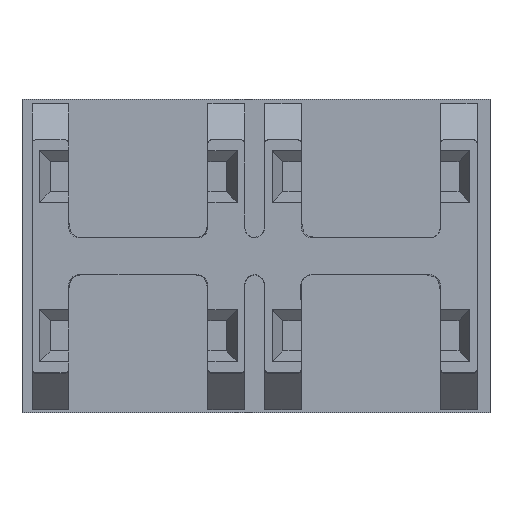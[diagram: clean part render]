
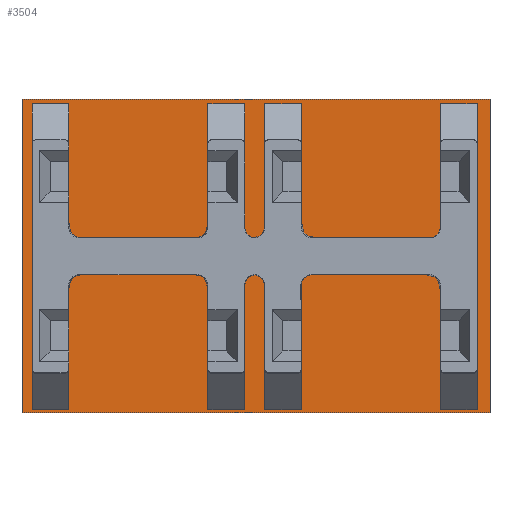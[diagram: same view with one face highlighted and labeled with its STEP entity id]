
A CAD part, top view. The second image highlights one B-rep face of the part: STEP entity #3504.
In plain terms, the highlighted planar face has unit normal (0, 0, 1).
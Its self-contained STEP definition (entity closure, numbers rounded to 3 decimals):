
#15=FACE_BOUND('',#535,.T.);
#16=FACE_BOUND('',#536,.T.);
#17=FACE_BOUND('',#537,.T.);
#18=FACE_BOUND('',#538,.T.);
#19=FACE_BOUND('',#539,.T.);
#20=FACE_BOUND('',#540,.T.);
#21=FACE_BOUND('',#541,.T.);
#22=FACE_BOUND('',#542,.T.);
#178=PLANE('',#3771);
#358=FACE_OUTER_BOUND('',#534,.T.);
#534=EDGE_LOOP('',(#3248,#3249,#3250,#3251));
#535=EDGE_LOOP('',(#3252,#3253,#3254,#3255));
#536=EDGE_LOOP('',(#3256,#3257,#3258,#3259));
#537=EDGE_LOOP('',(#3260,#3261,#3262,#3263));
#538=EDGE_LOOP('',(#3264,#3265,#3266,#3267));
#539=EDGE_LOOP('',(#3268,#3269,#3270,#3271));
#540=EDGE_LOOP('',(#3272,#3273,#3274,#3275));
#541=EDGE_LOOP('',(#3276,#3277,#3278,#3279));
#542=EDGE_LOOP('',(#3280,#3281,#3282,#3283));
#572=LINE('',#4717,#968);
#578=LINE('',#4728,#974);
#689=LINE('',#5273,#1085);
#704=LINE('',#5342,#1100);
#717=LINE('',#5405,#1113);
#724=LINE('',#5424,#1120);
#727=LINE('',#5429,#1123);
#834=LINE('',#6085,#1230);
#868=LINE('',#6155,#1264);
#894=LINE('',#6285,#1290);
#899=LINE('',#6294,#1295);
#915=LINE('',#6327,#1311);
#917=LINE('',#6331,#1313);
#920=LINE('',#6337,#1316);
#921=LINE('',#6339,#1317);
#922=LINE('',#6341,#1318);
#925=LINE('',#6347,#1321);
#927=LINE('',#6351,#1323);
#928=LINE('',#6353,#1324);
#929=LINE('',#6355,#1325);
#932=LINE('',#6361,#1328);
#935=LINE('',#6367,#1331);
#936=LINE('',#6369,#1332);
#937=LINE('',#6371,#1333);
#938=LINE('',#6373,#1334);
#940=LINE('',#6377,#1336);
#942=LINE('',#6381,#1338);
#943=LINE('',#6383,#1339);
#944=LINE('',#6385,#1340);
#945=LINE('',#6387,#1341);
#946=LINE('',#6389,#1342);
#947=LINE('',#6391,#1343);
#948=LINE('',#6395,#1344);
#952=LINE('',#6403,#1348);
#955=LINE('',#6409,#1351);
#958=LINE('',#6414,#1354);
#968=VECTOR('',#3815,10.);
#974=VECTOR('',#3821,10.);
#1085=VECTOR('',#4086,10.);
#1100=VECTOR('',#4123,10.);
#1113=VECTOR('',#4146,10.);
#1120=VECTOR('',#4165,10.);
#1123=VECTOR('',#4168,10.);
#1230=VECTOR('',#4379,10.);
#1264=VECTOR('',#4449,10.);
#1290=VECTOR('',#4527,10.);
#1295=VECTOR('',#4536,10.);
#1311=VECTOR('',#4578,10.);
#1313=VECTOR('',#4582,10.);
#1316=VECTOR('',#4587,10.);
#1317=VECTOR('',#4590,10.);
#1318=VECTOR('',#4593,10.);
#1321=VECTOR('',#4598,10.);
#1323=VECTOR('',#4602,10.);
#1324=VECTOR('',#4605,10.);
#1325=VECTOR('',#4608,10.);
#1328=VECTOR('',#4613,10.);
#1331=VECTOR('',#4620,10.);
#1332=VECTOR('',#4623,10.);
#1333=VECTOR('',#4626,10.);
#1334=VECTOR('',#4629,10.);
#1336=VECTOR('',#4633,10.);
#1338=VECTOR('',#4637,10.);
#1339=VECTOR('',#4640,10.);
#1340=VECTOR('',#4643,10.);
#1341=VECTOR('',#4646,10.);
#1342=VECTOR('',#4649,10.);
#1343=VECTOR('',#4652,10.);
#1344=VECTOR('',#4655,10.);
#1348=VECTOR('',#4661,10.);
#1351=VECTOR('',#4666,10.);
#1354=VECTOR('',#4671,10.);
#1436=VERTEX_POINT('',#4712);
#1437=VERTEX_POINT('',#4714);
#1438=VERTEX_POINT('',#4716);
#1443=VERTEX_POINT('',#4726);
#1582=VERTEX_POINT('',#5251);
#1592=VERTEX_POINT('',#5271);
#1602=VERTEX_POINT('',#5330);
#1607=VERTEX_POINT('',#5340);
#1610=VERTEX_POINT('',#5383);
#1620=VERTEX_POINT('',#5403);
#1625=VERTEX_POINT('',#5421);
#1626=VERTEX_POINT('',#5423);
#1627=VERTEX_POINT('',#5426);
#1628=VERTEX_POINT('',#5428);
#1696=VERTEX_POINT('',#6082);
#1697=VERTEX_POINT('',#6084);
#1714=VERTEX_POINT('',#6152);
#1715=VERTEX_POINT('',#6154);
#1728=VERTEX_POINT('',#6282);
#1729=VERTEX_POINT('',#6284);
#1730=VERTEX_POINT('',#6291);
#1731=VERTEX_POINT('',#6293);
#1736=VERTEX_POINT('',#6329);
#1737=VERTEX_POINT('',#6333);
#1738=VERTEX_POINT('',#6335);
#1739=VERTEX_POINT('',#6343);
#1740=VERTEX_POINT('',#6345);
#1741=VERTEX_POINT('',#6349);
#1743=VERTEX_POINT('',#6359);
#1744=VERTEX_POINT('',#6365);
#1745=VERTEX_POINT('',#6375);
#1746=VERTEX_POINT('',#6379);
#1747=VERTEX_POINT('',#6393);
#1748=VERTEX_POINT('',#6394);
#1751=VERTEX_POINT('',#6402);
#1753=VERTEX_POINT('',#6408);
#1773=EDGE_CURVE('',#1438,#1437,#572,.T.);
#1779=EDGE_CURVE('',#1436,#1443,#578,.T.);
#1957=EDGE_CURVE('',#1582,#1592,#689,.T.);
#1979=EDGE_CURVE('',#1602,#1607,#704,.T.);
#1995=EDGE_CURVE('',#1610,#1620,#717,.T.);
#2004=EDGE_CURVE('',#1626,#1625,#724,.T.);
#2007=EDGE_CURVE('',#1628,#1627,#727,.T.);
#2125=EDGE_CURVE('',#1697,#1696,#834,.T.);
#2160=EDGE_CURVE('',#1715,#1714,#868,.T.);
#2200=EDGE_CURVE('',#1729,#1728,#894,.T.);
#2205=EDGE_CURVE('',#1731,#1730,#899,.T.);
#2221=EDGE_CURVE('',#1697,#1437,#915,.T.);
#2223=EDGE_CURVE('',#1736,#1728,#917,.T.);
#2226=EDGE_CURVE('',#1738,#1737,#920,.T.);
#2227=EDGE_CURVE('',#1626,#1730,#921,.T.);
#2228=EDGE_CURVE('',#1731,#1625,#922,.T.);
#2231=EDGE_CURVE('',#1740,#1739,#925,.T.);
#2233=EDGE_CURVE('',#1729,#1741,#927,.T.);
#2234=EDGE_CURVE('',#1438,#1696,#928,.T.);
#2235=EDGE_CURVE('',#1436,#1592,#929,.T.);
#2238=EDGE_CURVE('',#1743,#1607,#932,.T.);
#2241=EDGE_CURVE('',#1744,#1620,#935,.T.);
#2242=EDGE_CURVE('',#1715,#1627,#936,.T.);
#2243=EDGE_CURVE('',#1628,#1714,#937,.T.);
#2244=EDGE_CURVE('',#1582,#1443,#938,.T.);
#2246=EDGE_CURVE('',#1602,#1745,#940,.T.);
#2248=EDGE_CURVE('',#1610,#1746,#942,.T.);
#2249=EDGE_CURVE('',#1744,#1746,#943,.T.);
#2250=EDGE_CURVE('',#1738,#1739,#944,.T.);
#2251=EDGE_CURVE('',#1740,#1737,#945,.T.);
#2252=EDGE_CURVE('',#1743,#1745,#946,.T.);
#2253=EDGE_CURVE('',#1736,#1741,#947,.T.);
#2254=EDGE_CURVE('',#1747,#1748,#948,.T.);
#2258=EDGE_CURVE('',#1751,#1747,#952,.T.);
#2261=EDGE_CURVE('',#1753,#1751,#955,.T.);
#2264=EDGE_CURVE('',#1748,#1753,#958,.T.);
#3248=ORIENTED_EDGE('',*,*,#2264,.F.);
#3249=ORIENTED_EDGE('',*,*,#2254,.F.);
#3250=ORIENTED_EDGE('',*,*,#2258,.F.);
#3251=ORIENTED_EDGE('',*,*,#2261,.F.);
#3252=ORIENTED_EDGE('',*,*,#2125,.T.);
#3253=ORIENTED_EDGE('',*,*,#2234,.F.);
#3254=ORIENTED_EDGE('',*,*,#1773,.T.);
#3255=ORIENTED_EDGE('',*,*,#2221,.F.);
#3256=ORIENTED_EDGE('',*,*,#2253,.T.);
#3257=ORIENTED_EDGE('',*,*,#2233,.F.);
#3258=ORIENTED_EDGE('',*,*,#2200,.T.);
#3259=ORIENTED_EDGE('',*,*,#2223,.F.);
#3260=ORIENTED_EDGE('',*,*,#2250,.T.);
#3261=ORIENTED_EDGE('',*,*,#2231,.F.);
#3262=ORIENTED_EDGE('',*,*,#2251,.T.);
#3263=ORIENTED_EDGE('',*,*,#2226,.F.);
#3264=ORIENTED_EDGE('',*,*,#2004,.T.);
#3265=ORIENTED_EDGE('',*,*,#2228,.F.);
#3266=ORIENTED_EDGE('',*,*,#2205,.T.);
#3267=ORIENTED_EDGE('',*,*,#2227,.F.);
#3268=ORIENTED_EDGE('',*,*,#1779,.T.);
#3269=ORIENTED_EDGE('',*,*,#2244,.F.);
#3270=ORIENTED_EDGE('',*,*,#1957,.T.);
#3271=ORIENTED_EDGE('',*,*,#2235,.F.);
#3272=ORIENTED_EDGE('',*,*,#2252,.T.);
#3273=ORIENTED_EDGE('',*,*,#2246,.F.);
#3274=ORIENTED_EDGE('',*,*,#1979,.T.);
#3275=ORIENTED_EDGE('',*,*,#2238,.F.);
#3276=ORIENTED_EDGE('',*,*,#2249,.T.);
#3277=ORIENTED_EDGE('',*,*,#2248,.F.);
#3278=ORIENTED_EDGE('',*,*,#1995,.T.);
#3279=ORIENTED_EDGE('',*,*,#2241,.F.);
#3280=ORIENTED_EDGE('',*,*,#2160,.T.);
#3281=ORIENTED_EDGE('',*,*,#2243,.F.);
#3282=ORIENTED_EDGE('',*,*,#2007,.T.);
#3283=ORIENTED_EDGE('',*,*,#2242,.F.);
#3504=ADVANCED_FACE('',(#358,#15,#16,#17,#18,#19,#20,#21,#22),#178,.T.);
#3771=AXIS2_PLACEMENT_3D('',#6416,#4673,#4674);
#3815=DIRECTION('',(0.,-1.,0.));
#3821=DIRECTION('',(0.,-1.,0.));
#4086=DIRECTION('',(0.,1.,0.));
#4123=DIRECTION('',(0.,1.,0.));
#4146=DIRECTION('',(0.,1.,0.));
#4165=DIRECTION('',(0.,1.,0.));
#4168=DIRECTION('',(0.,1.,0.));
#4379=DIRECTION('',(0.,1.,0.));
#4449=DIRECTION('',(0.,-1.,0.));
#4527=DIRECTION('',(0.,-1.,0.));
#4536=DIRECTION('',(0.,-1.,0.));
#4578=DIRECTION('',(1.,0.,0.));
#4582=DIRECTION('',(1.,0.,0.));
#4587=DIRECTION('',(1.,0.,0.));
#4590=DIRECTION('',(1.,0.,0.));
#4593=DIRECTION('',(-1.,0.,0.));
#4598=DIRECTION('',(-1.,0.,0.));
#4602=DIRECTION('',(-1.,0.,0.));
#4605=DIRECTION('',(-1.,0.,0.));
#4608=DIRECTION('',(-1.,0.,0.));
#4613=DIRECTION('',(-1.,0.,0.));
#4620=DIRECTION('',(-1.,0.,0.));
#4623=DIRECTION('',(-1.,0.,0.));
#4626=DIRECTION('',(1.,0.,0.));
#4629=DIRECTION('',(1.,0.,0.));
#4633=DIRECTION('',(1.,0.,0.));
#4637=DIRECTION('',(1.,0.,0.));
#4640=DIRECTION('',(0.,-1.,0.));
#4643=DIRECTION('',(0.,1.,0.));
#4646=DIRECTION('',(0.,-1.,0.));
#4649=DIRECTION('',(0.,-1.,0.));
#4652=DIRECTION('',(0.,1.,0.));
#4655=DIRECTION('',(0.,1.,0.));
#4661=DIRECTION('',(-1.,0.,0.));
#4666=DIRECTION('',(0.,-1.,0.));
#4671=DIRECTION('',(1.,0.,0.));
#4673=DIRECTION('center_axis',(0.,0.,1.));
#4674=DIRECTION('ref_axis',(1.,0.,0.));
#4712=CARTESIAN_POINT('',(60.75,-1.75,0.));
#4714=CARTESIAN_POINT('',(60.75,1.75,0.));
#4716=CARTESIAN_POINT('',(60.75,41.75,0.));
#4717=CARTESIAN_POINT('',(60.75,6.,0.));
#4726=CARTESIAN_POINT('',(60.75,-41.75,0.));
#4728=CARTESIAN_POINT('',(60.75,-15.75,0.));
#5251=CARTESIAN_POINT('',(50.75,-41.75,0.));
#5271=CARTESIAN_POINT('',(50.75,-1.75,0.));
#5273=CARTESIAN_POINT('',(50.75,-5.75,0.));
#5330=CARTESIAN_POINT('',(2.75,-41.75,0.));
#5340=CARTESIAN_POINT('',(2.75,-1.75,0.));
#5342=CARTESIAN_POINT('',(2.75,-5.75,0.));
#5383=CARTESIAN_POINT('',(-12.75,-41.75,0.));
#5403=CARTESIAN_POINT('',(-12.75,-1.75,0.));
#5405=CARTESIAN_POINT('',(-12.75,-5.75,0.));
#5421=CARTESIAN_POINT('',(-60.75,41.75,0.));
#5423=CARTESIAN_POINT('',(-60.75,1.75,0.));
#5424=CARTESIAN_POINT('',(-60.75,16.,0.));
#5426=CARTESIAN_POINT('',(-60.75,-1.75,0.));
#5428=CARTESIAN_POINT('',(-60.75,-41.75,0.));
#5429=CARTESIAN_POINT('',(-60.75,-5.75,0.));
#6082=CARTESIAN_POINT('',(50.75,41.75,0.));
#6084=CARTESIAN_POINT('',(50.75,1.75,0.));
#6085=CARTESIAN_POINT('',(50.75,16.,0.));
#6152=CARTESIAN_POINT('',(-50.75,-41.75,0.));
#6154=CARTESIAN_POINT('',(-50.75,-1.75,0.));
#6155=CARTESIAN_POINT('',(-50.75,-15.75,0.));
#6282=CARTESIAN_POINT('',(12.75,1.75,0.));
#6284=CARTESIAN_POINT('',(12.75,41.75,0.));
#6285=CARTESIAN_POINT('',(12.75,6.,0.));
#6291=CARTESIAN_POINT('',(-50.75,1.75,0.));
#6293=CARTESIAN_POINT('',(-50.75,41.75,0.));
#6294=CARTESIAN_POINT('',(-50.75,6.,0.));
#6327=CARTESIAN_POINT('',(25.563,1.75,0.));
#6329=CARTESIAN_POINT('',(2.75,1.75,0.));
#6331=CARTESIAN_POINT('',(1.562,1.75,0.));
#6333=CARTESIAN_POINT('',(-2.75,1.75,0.));
#6335=CARTESIAN_POINT('',(-12.75,1.75,0.));
#6337=CARTESIAN_POINT('',(-6.188,1.75,0.));
#6339=CARTESIAN_POINT('',(-30.188,1.75,0.));
#6341=CARTESIAN_POINT('',(-25.188,41.75,0.));
#6343=CARTESIAN_POINT('',(-12.75,41.75,0.));
#6345=CARTESIAN_POINT('',(-2.75,41.75,0.));
#6347=CARTESIAN_POINT('',(-1.188,41.75,0.));
#6349=CARTESIAN_POINT('',(2.75,41.75,0.));
#6351=CARTESIAN_POINT('',(6.562,41.75,0.));
#6353=CARTESIAN_POINT('',(30.563,41.75,0.));
#6355=CARTESIAN_POINT('',(30.563,-1.75,0.));
#6359=CARTESIAN_POINT('',(12.75,-1.75,0.));
#6361=CARTESIAN_POINT('',(6.563,-1.75,0.));
#6365=CARTESIAN_POINT('',(-2.75,-1.75,0.));
#6367=CARTESIAN_POINT('',(-1.188,-1.75,0.));
#6369=CARTESIAN_POINT('',(-25.188,-1.75,0.));
#6371=CARTESIAN_POINT('',(-30.188,-41.75,0.));
#6373=CARTESIAN_POINT('',(25.563,-41.75,0.));
#6375=CARTESIAN_POINT('',(12.75,-41.75,0.));
#6377=CARTESIAN_POINT('',(1.563,-41.75,0.));
#6379=CARTESIAN_POINT('',(-2.75,-41.75,0.));
#6381=CARTESIAN_POINT('',(-6.188,-41.75,0.));
#6383=CARTESIAN_POINT('',(-2.75,-15.75,0.));
#6385=CARTESIAN_POINT('',(-12.75,16.,0.));
#6387=CARTESIAN_POINT('',(-2.75,6.,0.));
#6389=CARTESIAN_POINT('',(12.75,-15.75,0.));
#6391=CARTESIAN_POINT('',(2.75,16.,0.));
#6393=CARTESIAN_POINT('',(-63.5,-42.5,0.));
#6394=CARTESIAN_POINT('',(-63.5,43.,0.));
#6395=CARTESIAN_POINT('',(-63.5,-42.5,0.));
#6402=CARTESIAN_POINT('',(64.25,-42.5,0.));
#6403=CARTESIAN_POINT('',(64.25,-42.5,0.));
#6408=CARTESIAN_POINT('',(64.25,43.,0.));
#6409=CARTESIAN_POINT('',(64.25,43.,0.));
#6414=CARTESIAN_POINT('',(-63.5,43.,0.));
#6416=CARTESIAN_POINT('Origin',(0.375,0.25,0.));
